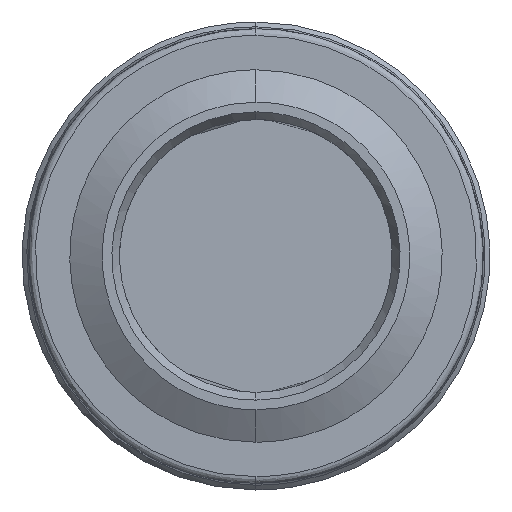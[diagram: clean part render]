
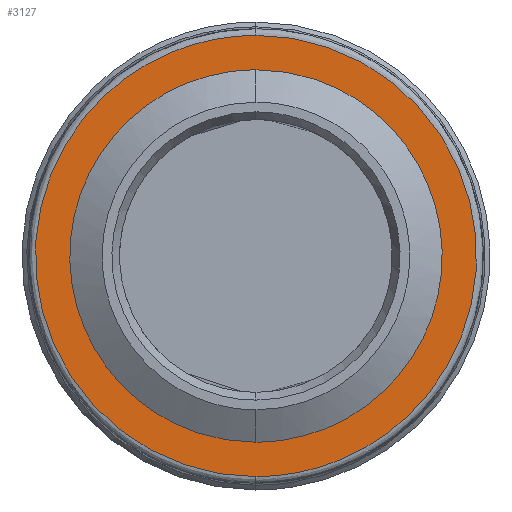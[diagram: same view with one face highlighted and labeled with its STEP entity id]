
A CAD part, front view. The second image highlights one B-rep face of the part: STEP entity #3127.
In plain terms, the highlighted free-form (B-spline) face has degree [1, 1] with [2, 2] control points.
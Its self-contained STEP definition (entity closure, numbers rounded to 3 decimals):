
#27 = CARTESIAN_POINT ( 'NONE',  ( 0., -3.8, 6.962 ) ) ;
#85 = B_SPLINE_CURVE_WITH_KNOTS ( 'NONE', 3,
 ( #426, #450, #1677, #1049, #92, #1110, #3919, #1749, #3942, #3002, #504, #131, #3344, #2672, #2991, #3329, #2363, #2039 ),
 .UNSPECIFIED., .F., .F.,
 ( 4, 2, 2, 2, 2, 2, 2, 2, 4 ),
 ( 0., 0.393, 0.785, 1.178, 1.571, 1.963, 2.356, 2.749, 3.142 ),
 .UNSPECIFIED. ) ;
#92 = CARTESIAN_POINT ( 'NONE',  ( -4.277, -3.8, -5.57 ) ) ;
#128 = EDGE_CURVE ( 'NONE', #3654, #3740, #153, .T. ) ;
#131 = CARTESIAN_POINT ( 'NONE',  ( -6.083, -3.8, 3.509 ) ) ;
#153 =( BOUNDED_CURVE ( )  B_SPLINE_CURVE ( 3, ( #2981, #742, #3595, #1386 ),
 .UNSPECIFIED., .F., .F. ) 
 B_SPLINE_CURVE_WITH_KNOTS ( ( 4, 4 ),
 ( 0., 3.142 ),
 .UNSPECIFIED. ) 
 CURVE ( )  GEOMETRIC_REPRESENTATION_ITEM ( )  RATIONAL_B_SPLINE_CURVE ( ( 0.957, 0.319, 0.319, 0.957 ) ) 
 REPRESENTATION_ITEM ( '' )  );
#291 = CARTESIAN_POINT ( 'NONE',  ( 0., -3.8, -6.962 ) ) ;
#308 = CARTESIAN_POINT ( 'NONE',  ( 8.349, -3.8, 8.349 ) ) ;
#315 = CARTESIAN_POINT ( 'NONE',  ( 6.083, -3.8, 3.509 ) ) ;
#328 = CARTESIAN_POINT ( 'NONE',  ( 0.914, -3.8, -6.962 ) ) ;
#426 = CARTESIAN_POINT ( 'NONE',  ( 0., -3.8, -6.962 ) ) ;
#450 = CARTESIAN_POINT ( 'NONE',  ( -0.914, -3.8, -6.962 ) ) ;
#504 = CARTESIAN_POINT ( 'NONE',  ( -6.782, -3.8, 1.82 ) ) ;
#514 = CARTESIAN_POINT ( 'NONE',  ( 0., -3.8, -8.25 ) ) ;
#616 = CARTESIAN_POINT ( 'NONE',  ( 8.349, -3.8, -8.349 ) ) ;
#626 = CARTESIAN_POINT ( 'NONE',  ( 6.962, -3.8, 0.914 ) ) ;
#643 = CARTESIAN_POINT ( 'NONE',  ( 6.782, -3.8, -1.82 ) ) ;
#670 = CARTESIAN_POINT ( 'NONE',  ( 5.57, -3.8, 4.277 ) ) ;
#742 = CARTESIAN_POINT ( 'NONE',  ( -16.5, -3.8, -8.25 ) ) ;
#777 = EDGE_LOOP ( 'NONE', ( #4074, #2426 ) ) ;
#878 = VERTEX_POINT ( 'NONE', #291 ) ;
#909 = EDGE_CURVE ( 'NONE', #3740, #3654, #3777, .T. ) ;
#929 = CARTESIAN_POINT ( 'NONE',  ( 0., -3.8, 8.25 ) ) ;
#945 = CARTESIAN_POINT ( 'NONE',  ( 1.82, -3.8, 6.782 ) ) ;
#992 = CARTESIAN_POINT ( 'NONE',  ( 0.914, -3.8, 6.962 ) ) ;
#1049 = CARTESIAN_POINT ( 'NONE',  ( -3.509, -3.8, -6.083 ) ) ;
#1110 = CARTESIAN_POINT ( 'NONE',  ( -5.57, -3.8, -4.277 ) ) ;
#1288 = CARTESIAN_POINT ( 'NONE',  ( 5.57, -3.8, -4.277 ) ) ;
#1300 = CARTESIAN_POINT ( 'NONE',  ( 6.083, -3.8, -3.509 ) ) ;
#1386 = CARTESIAN_POINT ( 'NONE',  ( 0., -3.8, 8.25 ) ) ;
#1571 = CARTESIAN_POINT ( 'NONE',  ( 0., -3.8, -6.962 ) ) ;
#1611 = CARTESIAN_POINT ( 'NONE',  ( 0., -3.8, 6.962 ) ) ;
#1639 = FACE_OUTER_BOUND ( 'NONE', #1763, .T. ) ;
#1677 = CARTESIAN_POINT ( 'NONE',  ( -1.82, -3.8, -6.782 ) ) ;
#1694 = EDGE_CURVE ( 'NONE', #2311, #878, #2723, .T. ) ;
#1749 = CARTESIAN_POINT ( 'NONE',  ( -6.782, -3.8, -1.82 ) ) ;
#1763 = EDGE_LOOP ( 'NONE', ( #2114, #3782 ) ) ;
#1915 = CARTESIAN_POINT ( 'NONE',  ( 0., -3.8, 8.25 ) ) ;
#1920 = CARTESIAN_POINT ( 'NONE',  ( 4.277, -3.8, 5.57 ) ) ;
#2030 = FACE_BOUND ( 'NONE', #777, .T. ) ;
#2039 = CARTESIAN_POINT ( 'NONE',  ( 0., -3.8, 6.962 ) ) ;
#2114 = ORIENTED_EDGE ( 'NONE', *, *, #128, .F. ) ;
#2170 = CARTESIAN_POINT ( 'NONE',  ( 0., -3.8, -8.25 ) ) ;
#2182 = CARTESIAN_POINT ( 'NONE',  ( -8.349, -3.8, 8.349 ) ) ;
#2311 = VERTEX_POINT ( 'NONE', #1611 ) ;
#2363 = CARTESIAN_POINT ( 'NONE',  ( -0.914, -3.8, 6.962 ) ) ;
#2426 = ORIENTED_EDGE ( 'NONE', *, *, #1694, .T. ) ;
#2471 = EDGE_CURVE ( 'NONE', #878, #2311, #85, .T. ) ;
#2554 = CARTESIAN_POINT ( 'NONE',  ( 6.962, -3.8, -0.914 ) ) ;
#2672 = CARTESIAN_POINT ( 'NONE',  ( -4.277, -3.8, 5.57 ) ) ;
#2723 = B_SPLINE_CURVE_WITH_KNOTS ( 'NONE', 3,
 ( #27, #992, #945, #3792, #1920, #670, #315, #2865, #626, #2554, #643, #1300, #1288, #2835, #3159, #3463, #328, #1571 ),
 .UNSPECIFIED., .F., .F.,
 ( 4, 2, 2, 2, 2, 2, 2, 2, 4 ),
 ( 0., 0.393, 0.785, 1.178, 1.571, 1.963, 2.356, 2.749, 3.142 ),
 .UNSPECIFIED. ) ;
#2835 = CARTESIAN_POINT ( 'NONE',  ( 4.277, -3.8, -5.57 ) ) ;
#2865 = CARTESIAN_POINT ( 'NONE',  ( 6.782, -3.8, 1.82 ) ) ;
#2908 = B_SPLINE_SURFACE_WITH_KNOTS ( 'NONE', 1, 1, ( 
 ( #616, #3758 ),
 ( #308, #2182 ) ),
 .UNSPECIFIED., .F., .F., .F.,
 ( 2, 2 ),
 ( 2, 2 ),
 ( 0., 1. ),
 ( 0., 1. ),
 .UNSPECIFIED. ) ;
#2981 = CARTESIAN_POINT ( 'NONE',  ( 0., -3.8, -8.25 ) ) ;
#2991 = CARTESIAN_POINT ( 'NONE',  ( -3.509, -3.8, 6.083 ) ) ;
#3002 = CARTESIAN_POINT ( 'NONE',  ( -6.962, -3.8, 0.914 ) ) ;
#3127 = ADVANCED_FACE ( 'NONE', ( #2030, #1639 ), #2908, .T. ) ;
#3159 = CARTESIAN_POINT ( 'NONE',  ( 3.509, -3.8, -6.083 ) ) ;
#3166 = CARTESIAN_POINT ( 'NONE',  ( 16.5, -3.8, -8.25 ) ) ;
#3329 = CARTESIAN_POINT ( 'NONE',  ( -1.82, -3.8, 6.782 ) ) ;
#3344 = CARTESIAN_POINT ( 'NONE',  ( -5.57, -3.8, 4.277 ) ) ;
#3463 = CARTESIAN_POINT ( 'NONE',  ( 1.82, -3.8, -6.782 ) ) ;
#3595 = CARTESIAN_POINT ( 'NONE',  ( -16.5, -3.8, 8.25 ) ) ;
#3654 = VERTEX_POINT ( 'NONE', #514 ) ;
#3740 = VERTEX_POINT ( 'NONE', #929 ) ;
#3758 = CARTESIAN_POINT ( 'NONE',  ( -8.349, -3.8, -8.349 ) ) ;
#3777 =( BOUNDED_CURVE ( )  B_SPLINE_CURVE ( 3, ( #1915, #4092, #3166, #2170 ),
 .UNSPECIFIED., .F., .F. ) 
 B_SPLINE_CURVE_WITH_KNOTS ( ( 4, 4 ),
 ( 0., 3.142 ),
 .UNSPECIFIED. ) 
 CURVE ( )  GEOMETRIC_REPRESENTATION_ITEM ( )  RATIONAL_B_SPLINE_CURVE ( ( 0.957, 0.319, 0.319, 0.957 ) ) 
 REPRESENTATION_ITEM ( '' )  );
#3782 = ORIENTED_EDGE ( 'NONE', *, *, #909, .F. ) ;
#3792 = CARTESIAN_POINT ( 'NONE',  ( 3.509, -3.8, 6.083 ) ) ;
#3919 = CARTESIAN_POINT ( 'NONE',  ( -6.083, -3.8, -3.509 ) ) ;
#3942 = CARTESIAN_POINT ( 'NONE',  ( -6.962, -3.8, -0.914 ) ) ;
#4074 = ORIENTED_EDGE ( 'NONE', *, *, #2471, .T. ) ;
#4092 = CARTESIAN_POINT ( 'NONE',  ( 16.5, -3.8, 8.25 ) ) ;
